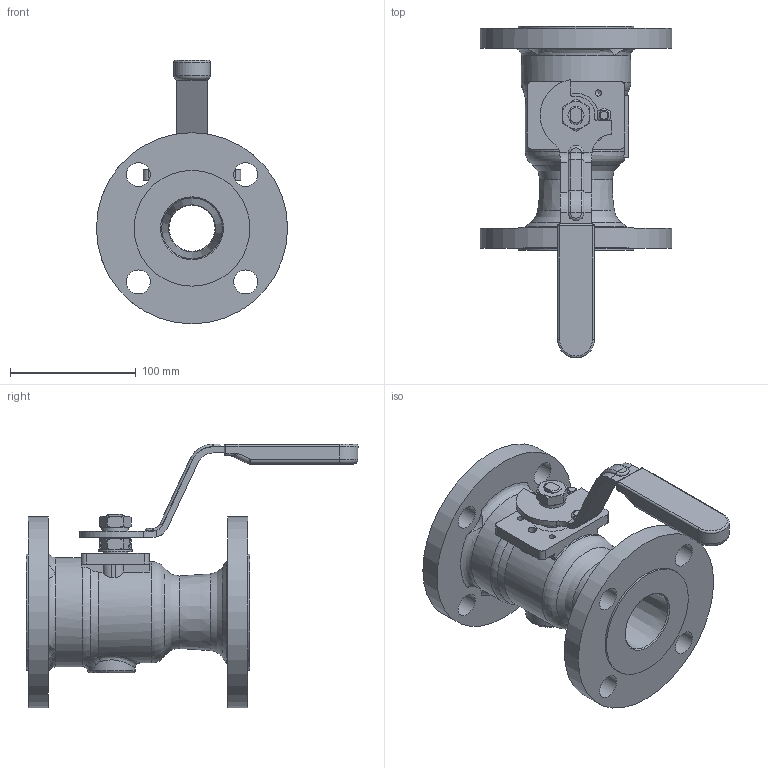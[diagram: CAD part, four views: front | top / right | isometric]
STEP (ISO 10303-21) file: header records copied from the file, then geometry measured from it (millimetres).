
FILE_DESCRIPTION((''),'2;1');
FILE_NAME('GA-F519-20-CL150-W-A-1.stp','2011-05-16T12:55:05',('jaday'),(''),'Autodesk Inventor 2009','Autodesk Inventor 2009','');
FILE_SCHEMA(('AUTOMOTIVE_DESIGN { 1 0 10303 214 1 1 1 1 }'));
Length unit declared in the file: millimetre
Products named in the file (9): GA-F519-20-CL150-W-A-1; GA-B51920-20200-A-1; GA-F519-15-STEM-BUILD-A-1; GA-B00015-06002-A-1; GA-B00015-52001-A-1; GA-B05115-01002-A-1; GA-B00015-34000-A-1; M14-0-000-5DS-A-1; GA-51-15-031-A-1
Assembly tree (9 placements, depth 2):
  GA-F519-20-CL150-W-A-1
    GA-B51920-20200-A-1
    GA-F519-15-STEM-BUILD-A-1
    GA-B00015-06002-A-1  x2
    GA-B00015-52001-A-1
    GA-B05115-01002-A-1
    GA-B00015-34000-A-1
    M14-0-000-5DS-A-1
    GA-51-15-031-A-1
Bounding box: 152 x 263.86 x 209.64 mm (x, y, z)
Volume: 1099316.9 mm3; surface area: 184206.3 mm2
Topology: 9 solids, 9 shells, 346 faces, 864 edges, 537 vertices
Faces by surface type: plane 145, cylinder 104, bspline 45, cone 35, torus 11, sphere 6
Full cylindrical faces by diameter (mm): 7.925 x1, 14.288 x1, 19 x8, 19.89 x1, 27 x1, 35.085 x1, 36.585 x1, 37.97 x1, 48.6 x1, 87 x1, 92 x2, 152 x2
Entity records: 11717 total; most frequent: CARTESIAN_POINT 4171, DIRECTION 1512, ORIENTED_EDGE 1482, EDGE_CURVE 741, AXIS2_PLACEMENT_3D 578, VERTEX_POINT 489, EDGE_LOOP 406, VECTOR 356
